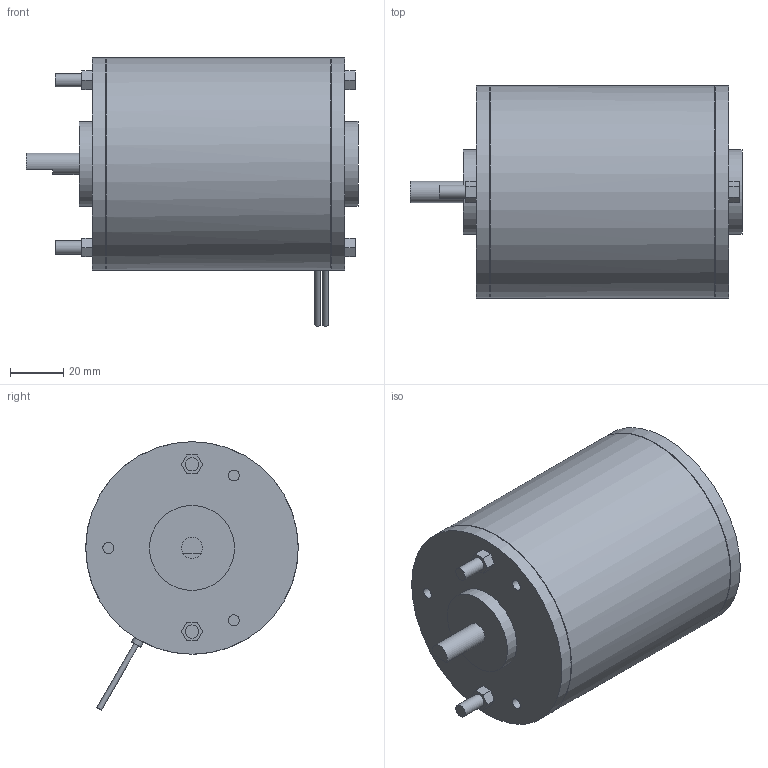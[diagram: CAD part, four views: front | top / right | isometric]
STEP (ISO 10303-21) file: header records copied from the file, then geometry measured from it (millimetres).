
FILE_DESCRIPTION( ( 'Unknown' ), '1' );
FILE_NAME( 'D8095.stp', 'Unknown', ( 'Unknown' ), ( 'Unknown' ), 'PSStep 17.0.49', 'Unknown', ' ' );
FILE_SCHEMA( ( 'AUTOMOTIVE_DESIGN { 1 0 10303 214 1 1 1 1 }' ) );
Length unit declared in the file: millimetre
Products named in the file (1): 1
Bounding box: 125 x 80 x 101.12 mm (x, y, z)
Volume: 487622.6 mm3; surface area: 36754.4 mm2
Topology: 1 solids, 1 shells, 64 faces, 140 edges, 92 vertices
Faces by surface type: plane 46, cylinder 14, cone 4
Full cylindrical faces by diameter (mm): 2 x2, 4.134 x3, 5 x2, 8 x1, 32 x2, 80 x3
Entity records: 2159 total; most frequent: CARTESIAN_POINT 297, DIRECTION 277, ORIENTED_EDGE 234, EDGE_CURVE 117, AXIS2_PLACEMENT_3D 96, EDGE_LOOP 95, VERTEX_POINT 86, LINE 85
